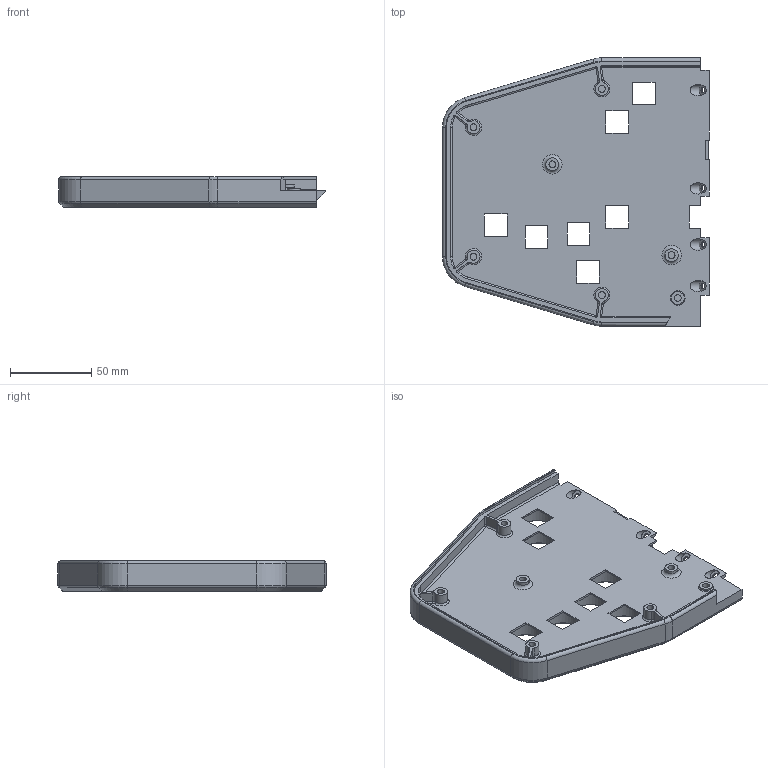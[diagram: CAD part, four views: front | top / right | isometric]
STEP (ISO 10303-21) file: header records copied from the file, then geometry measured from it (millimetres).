
FILE_DESCRIPTION(/* description */ (''),/* implementation_level */ '2;1');
FILE_NAME(/* name */ 'Left_FDM_body.step',/* time_stamp */ '2023-01-08T10:15:48-07:00',/* author */ (''),/* organization */ (''),/* preprocessor_version */ 'ST-DEVELOPER v19.2',/* originating_system */ 'Autodesk Translation Framework v11.17.0.187',/* authorisation */ '');
FILE_SCHEMA (('AUTOMOTIVE_DESIGN { 1 0 10303 214 3 1 1 }'));
Length unit declared in the file: millimetre
Products named in the file (1): Left_FDM_body
Bounding box: 164.25 x 165.1 x 19 mm (x, y, z)
Volume: 228122.4 mm3; surface area: 63626.9 mm2
Topology: 1 solids, 2 shells, 289 faces, 740 edges, 469 vertices
Faces by surface type: plane 143, cylinder 87, torus 31, bspline 16, sphere 8, cone 4
Full cylindrical faces by diameter (mm): 3.5 x4, 4.2 x7, 7 x4, 8 x3, 22 x7
Entity records: 8939 total; most frequent: CARTESIAN_POINT 1662, DIRECTION 1585, ORIENTED_EDGE 1480, EDGE_CURVE 740, AXIS2_PLACEMENT_3D 580, VERTEX_POINT 469, LINE 425, VECTOR 425
